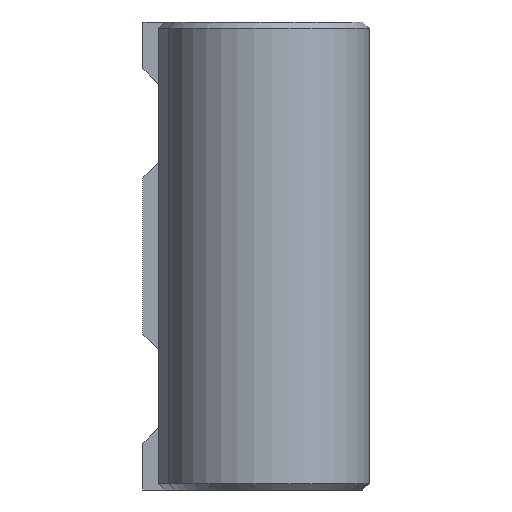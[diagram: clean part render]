
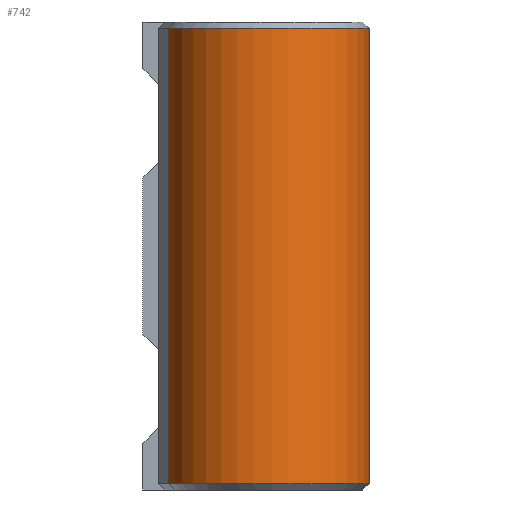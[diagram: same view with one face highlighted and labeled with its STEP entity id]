
A CAD part, front view. The second image highlights one B-rep face of the part: STEP entity #742.
In plain terms, the highlighted cylindrical face has radius 6.5 mm (diameter 13 mm), a partial arc.
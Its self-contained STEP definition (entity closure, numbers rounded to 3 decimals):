
#21=CYLINDRICAL_SURFACE('',#812,6.5);
#45=CIRCLE('',#809,6.5);
#46=CIRCLE('',#813,6.5);
#78=FACE_OUTER_BOUND('',#122,.T.);
#122=EDGE_LOOP('',(#625,#626,#627,#628));
#169=LINE('',#1115,#252);
#214=LINE('',#1221,#297);
#252=VECTOR('',#892,10.);
#297=VECTOR('',#993,10.);
#309=VERTEX_POINT('',#1049);
#328=VERTEX_POINT('',#1097);
#366=VERTEX_POINT('',#1211);
#367=VERTEX_POINT('',#1220);
#408=EDGE_CURVE('',#328,#309,#169,.T.);
#458=EDGE_CURVE('',#366,#309,#45,.T.);
#462=EDGE_CURVE('',#367,#366,#214,.T.);
#463=EDGE_CURVE('',#328,#367,#46,.T.);
#625=ORIENTED_EDGE('',*,*,#458,.F.);
#626=ORIENTED_EDGE('',*,*,#462,.F.);
#627=ORIENTED_EDGE('',*,*,#463,.F.);
#628=ORIENTED_EDGE('',*,*,#408,.T.);
#742=ADVANCED_FACE('',(#78),#21,.T.);
#809=AXIS2_PLACEMENT_3D('',#1213,#982,#983);
#812=AXIS2_PLACEMENT_3D('',#1219,#991,#992);
#813=AXIS2_PLACEMENT_3D('',#1222,#994,#995);
#892=DIRECTION('',(0.,0.,1.));
#982=DIRECTION('center_axis',(0.,0.,1.));
#983=DIRECTION('ref_axis',(0.976,0.22,0.));
#991=DIRECTION('center_axis',(0.,0.,1.));
#992=DIRECTION('ref_axis',(0.454,-0.891,0.));
#993=DIRECTION('',(0.,0.,1.));
#994=DIRECTION('center_axis',(0.,0.,-1.));
#995=DIRECTION('ref_axis',(0.976,0.22,0.));
#1049=CARTESIAN_POINT('',(4.882,4.291,29.6));
#1097=CARTESIAN_POINT('',(4.882,4.291,0.4));
#1115=CARTESIAN_POINT('',(4.882,4.291,0.));
#1211=CARTESIAN_POINT('',(-6.341,-1.427,29.6));
#1213=CARTESIAN_POINT('Origin',(0.,0.,29.6));
#1219=CARTESIAN_POINT('Origin',(0.,0.,0.));
#1220=CARTESIAN_POINT('',(-6.341,-1.427,0.4));
#1221=CARTESIAN_POINT('',(-6.341,-1.427,0.));
#1222=CARTESIAN_POINT('Origin',(0.,0.,0.4));
